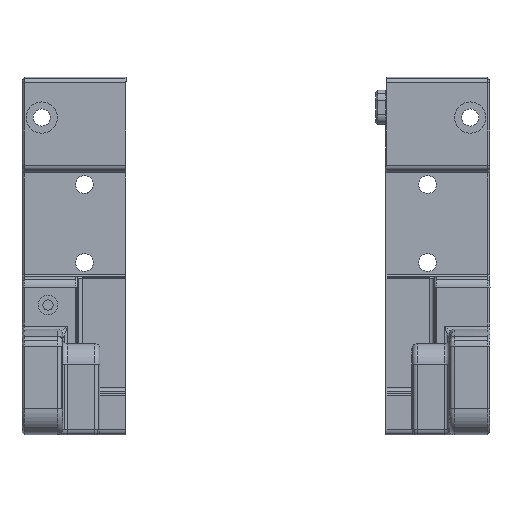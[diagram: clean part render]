
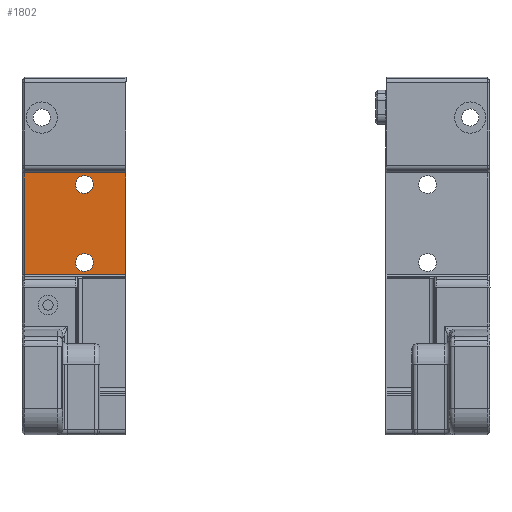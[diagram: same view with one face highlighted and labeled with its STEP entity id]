
A CAD part, left-side view. The second image highlights one B-rep face of the part: STEP entity #1802.
In plain terms, the highlighted planar face has unit normal (-1, 0, 0).
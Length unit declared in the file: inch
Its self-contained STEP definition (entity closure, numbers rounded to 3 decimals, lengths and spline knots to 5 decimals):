
#1802=ADVANCED_FACE('',(#4212,#4213,#4214),#4215,.F.);
#4212=FACE_BOUND('',#7385,.T.);
#4213=FACE_BOUND('',#7386,.T.);
#4214=FACE_OUTER_BOUND('',#7387,.T.);
#4215=PLANE('',#7388);
#7385=EDGE_LOOP('',(#13480,#13481));
#7386=EDGE_LOOP('',(#13482,#13483,#13484));
#7387=EDGE_LOOP('',(#13485,#13486,#13487,#13488));
#7388=AXIS2_PLACEMENT_3D('',#13489,#13490,#13491);
#13480=ORIENTED_EDGE('',*,*,#20554,.T.);
#13481=ORIENTED_EDGE('',*,*,#20872,.T.);
#13482=ORIENTED_EDGE('',*,*,#20873,.T.);
#13483=ORIENTED_EDGE('',*,*,#20874,.T.);
#13484=ORIENTED_EDGE('',*,*,#20875,.T.);
#13485=ORIENTED_EDGE('',*,*,#20876,.F.);
#13486=ORIENTED_EDGE('',*,*,#20877,.F.);
#13487=ORIENTED_EDGE('',*,*,#19030,.F.);
#13488=ORIENTED_EDGE('',*,*,#20878,.F.);
#13489=CARTESIAN_POINT('',(-1.25591,0.98425,3.0905));
#13490=DIRECTION('',(1.0,0.,0.));
#13491=DIRECTION('',(0.,0.,1.0));
#19030=EDGE_CURVE('',#22816,#22818,#22819,.T.);
#20554=EDGE_CURVE('',#25282,#25280,#25283,.T.);
#20872=EDGE_CURVE('',#25280,#25282,#25758,.T.);
#20873=EDGE_CURVE('',#25759,#25760,#25761,.T.);
#20874=EDGE_CURVE('',#25760,#25762,#25763,.T.);
#20875=EDGE_CURVE('',#25762,#25759,#25764,.T.);
#20876=EDGE_CURVE('',#25765,#25766,#25767,.T.);
#20877=EDGE_CURVE('',#22818,#25765,#25768,.T.);
#20878=EDGE_CURVE('',#25766,#22816,#25769,.T.);
#22816=VERTEX_POINT('',#28190);
#22818=VERTEX_POINT('',#28193);
#22819=LINE('',#28194,#28195);
#25280=VERTEX_POINT('',#31722);
#25282=VERTEX_POINT('',#31725);
#25283=CIRCLE('',#31726,0.06693);
#25758=CIRCLE('',#32356,0.06693);
#25759=VERTEX_POINT('',#32357);
#25760=VERTEX_POINT('',#32358);
#25761=CIRCLE('',#32359,0.06693);
#25762=VERTEX_POINT('',#32360);
#25763=CIRCLE('',#32361,0.06693);
#25764=CIRCLE('',#32362,0.06693);
#25765=VERTEX_POINT('',#32363);
#25766=VERTEX_POINT('',#32364);
#25767=LINE('',#32365,#32366);
#25768=LINE('',#32367,#32368);
#25769=LINE('',#32369,#32370);
#28190=CARTESIAN_POINT('',(-1.25591,0.98425,2.70698));
#28193=CARTESIAN_POINT('',(-1.25591,1.75591,2.70698));
#28194=CARTESIAN_POINT('',(-1.25591,0.7874,2.70698));
#28195=VECTOR('',#35250,1000.0);
#31722=CARTESIAN_POINT('',(-1.25591,1.36614,2.79522));
#31725=CARTESIAN_POINT('',(-1.25591,1.23228,2.79522));
#31726=AXIS2_PLACEMENT_3D('',#37398,#37399,#37400);
#32356=AXIS2_PLACEMENT_3D('',#37862,#37863,#37864);
#32357=CARTESIAN_POINT('',(-1.25591,1.25787,3.33314));
#32358=CARTESIAN_POINT('',(-1.25591,1.36614,3.38577));
#32359=AXIS2_PLACEMENT_3D('',#37865,#37866,#37867);
#32360=CARTESIAN_POINT('',(-1.25591,1.23228,3.38577));
#32361=AXIS2_PLACEMENT_3D('',#37868,#37869,#37870);
#32362=AXIS2_PLACEMENT_3D('',#37871,#37872,#37873);
#32363=CARTESIAN_POINT('',(-1.25591,1.75591,3.47402));
#32364=CARTESIAN_POINT('',(-1.25591,0.98425,3.47402));
#32365=CARTESIAN_POINT('',(-1.25591,1.1811,3.47402));
#32366=VECTOR('',#37874,1000.0);
#32367=CARTESIAN_POINT('',(-1.25591,1.75591,3.19483));
#32368=VECTOR('',#37875,1000.0);
#32369=CARTESIAN_POINT('',(-1.25591,0.98425,3.38335));
#32370=VECTOR('',#37876,1000.0);
#35250=DIRECTION('',(0.,1.0,0.0));
#37398=CARTESIAN_POINT('',(-1.25591,1.29921,2.79522));
#37399=DIRECTION('',(1.0,0.,0.));
#37400=DIRECTION('',(0.,1.0,0.));
#37862=CARTESIAN_POINT('',(-1.25591,1.29921,2.79522));
#37863=DIRECTION('',(1.0,0.,0.));
#37864=DIRECTION('',(0.,1.0,0.));
#37865=CARTESIAN_POINT('',(-1.25591,1.29921,3.38577));
#37866=DIRECTION('',(1.0,0.,0.));
#37867=DIRECTION('',(0.,1.0,0.));
#37868=CARTESIAN_POINT('',(-1.25591,1.29921,3.38577));
#37869=DIRECTION('',(1.0,0.,0.));
#37870=DIRECTION('',(0.,1.0,0.));
#37871=CARTESIAN_POINT('',(-1.25591,1.29921,3.38577));
#37872=DIRECTION('',(1.0,0.,0.));
#37873=DIRECTION('',(0.,1.0,0.));
#37874=DIRECTION('',(0.,-1.0,0.0));
#37875=DIRECTION('',(0.,0.,1.0));
#37876=DIRECTION('',(0.,0.,-1.0));
